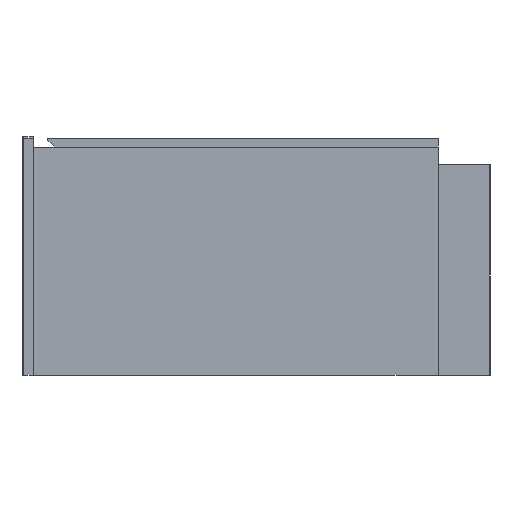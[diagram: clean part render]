
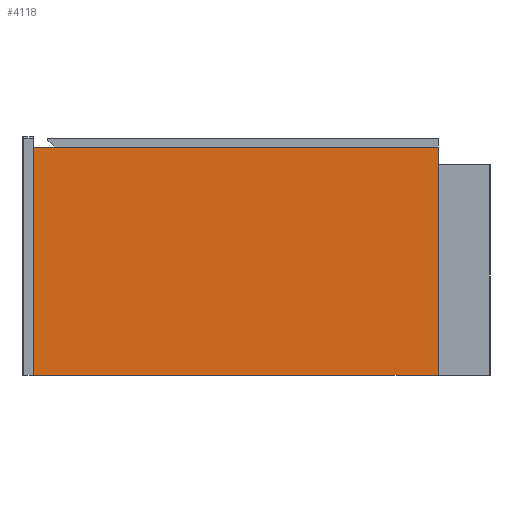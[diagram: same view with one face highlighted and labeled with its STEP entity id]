
A CAD part, left-side view. The second image highlights one B-rep face of the part: STEP entity #4118.
In plain terms, the highlighted planar face has unit normal (-1, 0, 0).
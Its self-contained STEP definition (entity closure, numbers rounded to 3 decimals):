
#208 = EDGE_CURVE ( 'NONE', #2178, #2629, #1914, .T. ) ;
#222 = DIRECTION ( 'NONE',  ( 0., 0., -1. ) ) ;
#377 = ORIENTED_EDGE ( 'NONE', *, *, #1968, .T. ) ;
#411 = PLANE ( 'NONE',  #3690 ) ;
#545 = CARTESIAN_POINT ( 'NONE',  ( -594., 390., 440. ) ) ;
#593 = VERTEX_POINT ( 'NONE', #2938 ) ;
#727 = DIRECTION ( 'NONE',  ( 0., 1., 0. ) ) ;
#923 = CARTESIAN_POINT ( 'NONE',  ( -594., 390., 0. ) ) ;
#964 = CARTESIAN_POINT ( 'NONE',  ( -594., -390., 440. ) ) ;
#1051 = DIRECTION ( 'NONE',  ( -1., 0., 0. ) ) ;
#1270 = EDGE_CURVE ( 'NONE', #2178, #593, #1990, .T. ) ;
#1396 = CARTESIAN_POINT ( 'NONE',  ( -594., 390., 0. ) ) ;
#1517 = FACE_OUTER_BOUND ( 'NONE', #2501, .T. ) ;
#1573 = VECTOR ( 'NONE', #3863, 1000. ) ;
#1574 = LINE ( 'NONE', #545, #4159 ) ;
#1654 = ORIENTED_EDGE ( 'NONE', *, *, #2994, .F. ) ;
#1878 = CARTESIAN_POINT ( 'NONE',  ( -594., 390., 440. ) ) ;
#1914 = LINE ( 'NONE', #1878, #3808 ) ;
#1968 = EDGE_CURVE ( 'NONE', #2629, #3708, #1574, .T. ) ;
#1990 = LINE ( 'NONE', #964, #1573 ) ;
#2063 = CARTESIAN_POINT ( 'NONE',  ( -594., 390., 440. ) ) ;
#2127 = ORIENTED_EDGE ( 'NONE', *, *, #1270, .F. ) ;
#2178 = VERTEX_POINT ( 'NONE', #3334 ) ;
#2406 = CARTESIAN_POINT ( 'NONE',  ( -594., 390., 440. ) ) ;
#2501 = EDGE_LOOP ( 'NONE', ( #1654, #2127, #2970, #377 ) ) ;
#2629 = VERTEX_POINT ( 'NONE', #2406 ) ;
#2859 = DIRECTION ( 'NONE',  ( 0., 1., 0. ) ) ;
#2938 = CARTESIAN_POINT ( 'NONE',  ( -594., -390., 0. ) ) ;
#2970 = ORIENTED_EDGE ( 'NONE', *, *, #208, .T. ) ;
#2975 = LINE ( 'NONE', #1396, #3934 ) ;
#2994 = EDGE_CURVE ( 'NONE', #593, #3708, #2975, .T. ) ;
#3334 = CARTESIAN_POINT ( 'NONE',  ( -594., -390., 440. ) ) ;
#3668 = DIRECTION ( 'NONE',  ( 0., -1., 0. ) ) ;
#3690 = AXIS2_PLACEMENT_3D ( 'NONE', #2063, #1051, #3668 ) ;
#3708 = VERTEX_POINT ( 'NONE', #923 ) ;
#3808 = VECTOR ( 'NONE', #2859, 1000. ) ;
#3863 = DIRECTION ( 'NONE',  ( 0., 0., -1. ) ) ;
#3934 = VECTOR ( 'NONE', #727, 1000. ) ;
#4118 = ADVANCED_FACE ( 'NONE', ( #1517 ), #411, .T. ) ;
#4159 = VECTOR ( 'NONE', #222, 1000. ) ;
